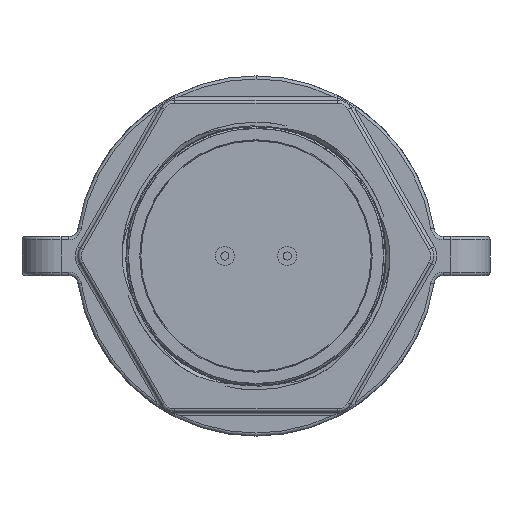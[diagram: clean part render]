
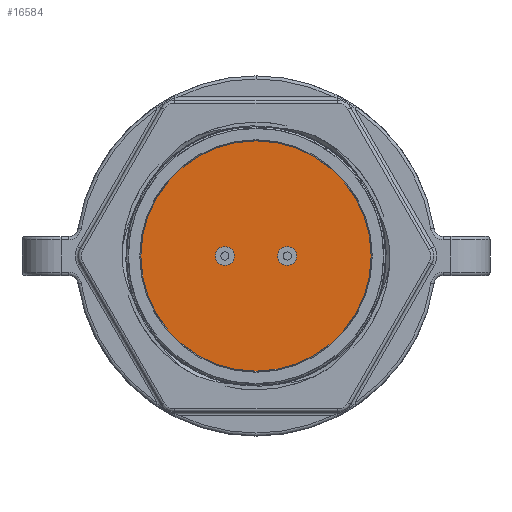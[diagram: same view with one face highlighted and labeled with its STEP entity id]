
A CAD part, front view. The second image highlights one B-rep face of the part: STEP entity #16584.
In plain terms, the highlighted planar face has unit normal (0, -1, 0).
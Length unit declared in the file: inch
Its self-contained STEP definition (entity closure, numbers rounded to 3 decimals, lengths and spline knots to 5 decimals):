
#134 = DIRECTION ( 'NONE',  ( 0., 1., 0. ) ) ;
#1042 = VERTEX_POINT ( 'NONE', #12966 ) ;
#3797 = CIRCLE ( 'NONE', #13987, 0.369 ) ;
#5772 = AXIS2_PLACEMENT_3D ( 'NONE', #8056, #134, #9348 ) ;
#6543 = EDGE_CURVE ( 'NONE', #1042, #16866, #3797, .T. ) ;
#8056 = CARTESIAN_POINT ( 'NONE',  ( 0., 0., 0. ) ) ;
#8197 = ORIENTED_EDGE ( 'NONE', *, *, #6543, .F. ) ;
#8240 = CARTESIAN_POINT ( 'NONE',  ( 0., 0., 0.369 ) ) ;
#8875 = DIRECTION ( 'NONE',  ( 0., 0., 1. ) ) ;
#9348 = DIRECTION ( 'NONE',  ( 0., 0., 1. ) ) ;
#11222 = EDGE_LOOP ( 'NONE', ( #8197, #15548 ) ) ;
#11352 = PLANE ( 'NONE',  #15270 ) ;
#12649 = CARTESIAN_POINT ( 'NONE',  ( 0., 0., 0. ) ) ;
#12966 = CARTESIAN_POINT ( 'NONE',  ( 0., 0., -0.369 ) ) ;
#13987 = AXIS2_PLACEMENT_3D ( 'NONE', #14458, #14335, #14280 ) ;
#14280 = DIRECTION ( 'NONE',  ( 0., 0., 1. ) ) ;
#14335 = DIRECTION ( 'NONE',  ( 0., 1., 0. ) ) ;
#14458 = CARTESIAN_POINT ( 'NONE',  ( 0., 0., 0. ) ) ;
#15270 = AXIS2_PLACEMENT_3D ( 'NONE', #12649, #16553, #8875 ) ;
#15548 = ORIENTED_EDGE ( 'NONE', *, *, #15604, .F. ) ;
#15604 = EDGE_CURVE ( 'NONE', #16866, #1042, #16018, .T. ) ;
#16018 = CIRCLE ( 'NONE', #5772, 0.369 ) ;
#16553 = DIRECTION ( 'NONE',  ( 0., 1., 0. ) ) ;
#16584 = ADVANCED_FACE ( 'NONE', ( #16602 ), #11352, .F. ) ;
#16602 = FACE_OUTER_BOUND ( 'NONE', #11222, .T. ) ;
#16866 = VERTEX_POINT ( 'NONE', #8240 ) ;
